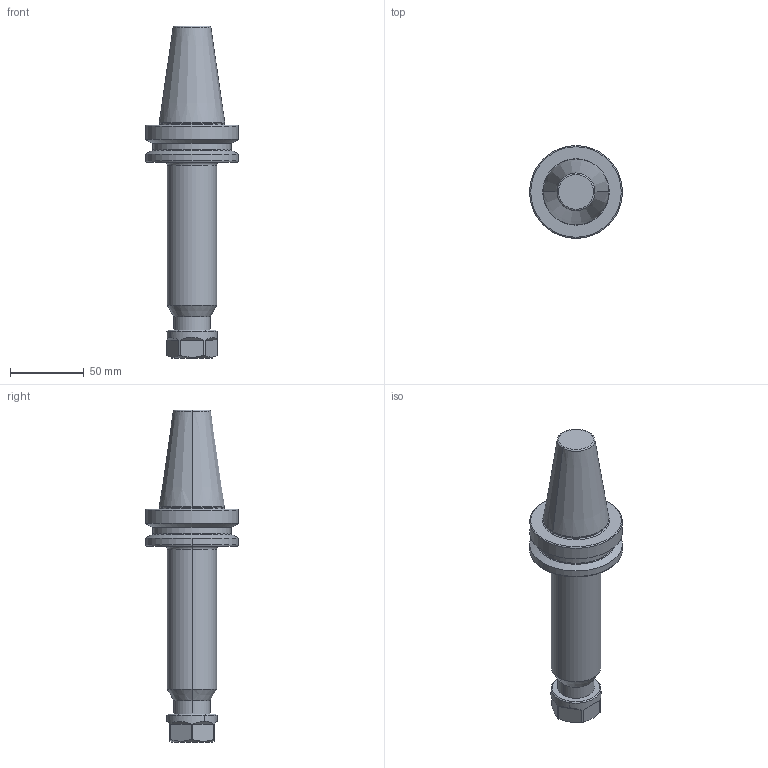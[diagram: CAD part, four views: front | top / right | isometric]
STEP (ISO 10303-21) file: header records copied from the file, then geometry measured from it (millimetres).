
FILE_DESCRIPTION(/* description */ (''),/* implementation_level */ '2;1');
FILE_NAME(/* name */ '1659947445832.stp',/* time_stamp */ '2022-08-08T14:00:54+06:00',/* author */ (''),/* organization */ ('SMS'),/* preprocessor_version */ 'ST-DEVELOPER v16.7',/* originating_system */ 'SIEMENS PLM Software NX 12.0',/* authorisation */ '');
FILE_SCHEMA (('AUTOMOTIVE_DESIGN { 1 0 10303 214 3 1 1 1 }'));
Length unit declared in the file: millimetre
Products named in the file (1): 204268818mod000_00
Bounding box: 62.95 x 62.95 x 225.4 mm (x, y, z)
Volume: 249659 mm3; surface area: 32284 mm2
Topology: 1 solids, 1 shells, 56 faces, 123 edges, 77 vertices
Faces by surface type: plane 19, torus 13, cylinder 12, cone 12
Full cylindrical faces by diameter (mm): 53 x1, 62.95 x1
Entity records: 1625 total; most frequent: CARTESIAN_POINT 316, DIRECTION 292, ORIENTED_EDGE 246, AXIS2_PLACEMENT_3D 125, EDGE_CURVE 123, VERTEX_POINT 74, CIRCLE 65, EDGE_LOOP 61
